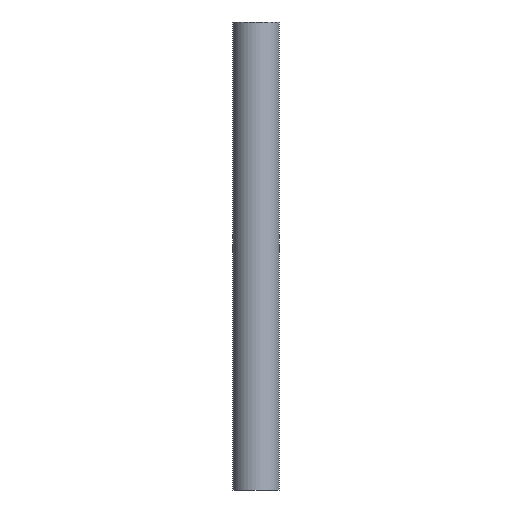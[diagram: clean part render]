
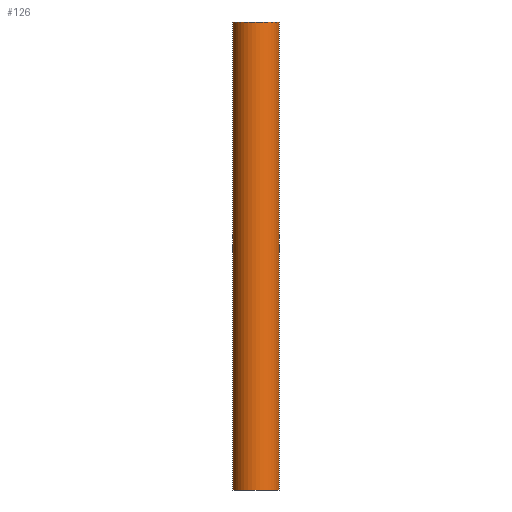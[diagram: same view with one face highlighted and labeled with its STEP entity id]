
A CAD part, front view. The second image highlights one B-rep face of the part: STEP entity #126.
In plain terms, the highlighted cylindrical face has radius 15 mm (diameter 30 mm), a partial arc.
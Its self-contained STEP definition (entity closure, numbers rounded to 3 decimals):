
#2 = DIRECTION ( 'NONE',  ( 0., 0., -1. ) ) ;
#4 = DIRECTION ( 'NONE',  ( -1., 0., 0. ) ) ;
#6 = DIRECTION ( 'NONE',  ( 0., 0., 1. ) ) ;
#9 = DIRECTION ( 'NONE',  ( -1., 0., 0. ) ) ;
#10 = CARTESIAN_POINT ( 'NONE',  ( 0., 0., -150. ) ) ;
#11 = DIRECTION ( 'NONE',  ( -1., 0., 0. ) ) ;
#22 = CARTESIAN_POINT ( 'NONE',  ( 15., 0., 150. ) ) ;
#27 = DIRECTION ( 'NONE',  ( 0., 0., -1. ) ) ;
#28 = CARTESIAN_POINT ( 'NONE',  ( -15., 0., 150. ) ) ;
#31 = VERTEX_POINT ( 'NONE', #72 ) ;
#33 = CARTESIAN_POINT ( 'NONE',  ( 0., 0., 150. ) ) ;
#34 = DIRECTION ( 'NONE',  ( 0., 0., -1. ) ) ;
#35 = CARTESIAN_POINT ( 'NONE',  ( -15., 0., 150. ) ) ;
#39 = CARTESIAN_POINT ( 'NONE',  ( -15., 0., -150. ) ) ;
#72 = CARTESIAN_POINT ( 'NONE',  ( 15., 0., 150. ) ) ;
#76 = CARTESIAN_POINT ( 'NONE',  ( 15., 0., -150. ) ) ;
#88 = ORIENTED_EDGE ( 'NONE', *, *, #193, .T. ) ;
#92 = VERTEX_POINT ( 'NONE', #76 ) ;
#95 = CYLINDRICAL_SURFACE ( 'NONE', #196, 15. ) ;
#100 = DIRECTION ( 'NONE',  ( 0., 0., -1. ) ) ;
#114 = CARTESIAN_POINT ( 'NONE',  ( 0., 0., 150. ) ) ;
#119 = AXIS2_PLACEMENT_3D ( 'NONE', #10, #6, #4 ) ;
#121 = VECTOR ( 'NONE', #34, 1000. ) ;
#126 = ADVANCED_FACE ( 'NONE', ( #177 ), #95, .T. ) ;
#133 = EDGE_LOOP ( 'NONE', ( #210, #88, #209, #145 ) ) ;
#142 = CIRCLE ( 'NONE', #213, 15. ) ;
#145 = ORIENTED_EDGE ( 'NONE', *, *, #188, .T. ) ;
#147 = VECTOR ( 'NONE', #27, 1000. ) ;
#148 = LINE ( 'NONE', #28, #147 ) ;
#150 = LINE ( 'NONE', #22, #121 ) ;
#157 = VERTEX_POINT ( 'NONE', #39 ) ;
#171 = VERTEX_POINT ( 'NONE', #35 ) ;
#177 = FACE_OUTER_BOUND ( 'NONE', #133, .T. ) ;
#185 = EDGE_CURVE ( 'NONE', #171, #157, #148, .T. ) ;
#187 = EDGE_CURVE ( 'NONE', #31, #92, #150, .T. ) ;
#188 = EDGE_CURVE ( 'NONE', #157, #92, #208, .T. ) ;
#193 = EDGE_CURVE ( 'NONE', #31, #171, #142, .T. ) ;
#196 = AXIS2_PLACEMENT_3D ( 'NONE', #114, #100, #11 ) ;
#208 = CIRCLE ( 'NONE', #119, 15. ) ;
#209 = ORIENTED_EDGE ( 'NONE', *, *, #185, .T. ) ;
#210 = ORIENTED_EDGE ( 'NONE', *, *, #187, .F. ) ;
#213 = AXIS2_PLACEMENT_3D ( 'NONE', #33, #2, #9 ) ;
